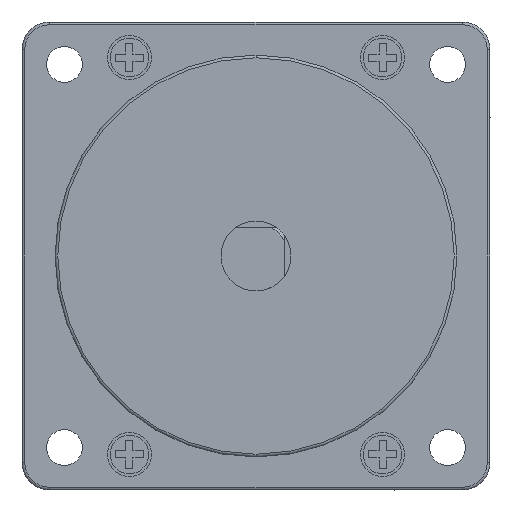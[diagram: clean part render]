
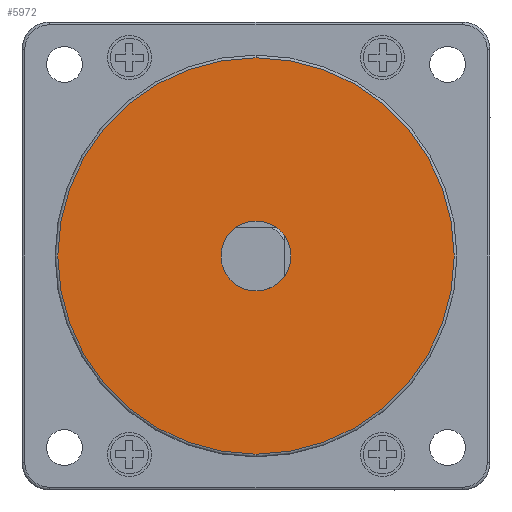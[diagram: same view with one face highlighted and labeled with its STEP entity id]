
A CAD part, left-side view. The second image highlights one B-rep face of the part: STEP entity #5972.
In plain terms, the highlighted planar face has unit normal (-1, 0, 0).
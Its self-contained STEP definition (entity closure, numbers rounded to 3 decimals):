
#1745=CARTESIAN_POINT('',(-2.,0.,0.));
#1746=DIRECTION('',(-1.,0.,0.));
#1747=DIRECTION('',(0.,0.,-1.));
#1748=AXIS2_PLACEMENT_3D('',#1745,#1746,#1747);
#1750=CARTESIAN_POINT('',(-2.,0.,0.));
#1751=DIRECTION('',(-1.,0.,0.));
#1752=DIRECTION('',(0.,0.,1.));
#1753=AXIS2_PLACEMENT_3D('',#1750,#1751,#1752);
#1755=CARTESIAN_POINT('',(-2.,0.,0.));
#1756=DIRECTION('',(-1.,0.,0.));
#1757=DIRECTION('',(0.,0.,1.));
#1758=AXIS2_PLACEMENT_3D('',#1755,#1756,#1757);
#1760=CARTESIAN_POINT('',(-2.,0.,0.));
#1761=DIRECTION('',(-1.,0.,0.));
#1762=DIRECTION('',(0.,0.,-1.));
#1763=AXIS2_PLACEMENT_3D('',#1760,#1761,#1762);
#2672=CARTESIAN_POINT('',(-2.,0.,-6.35));
#2673=CARTESIAN_POINT('',(-2.,0.,6.35));
#2674=VERTEX_POINT('',#2672);
#2675=VERTEX_POINT('',#2673);
#2686=CARTESIAN_POINT('',(-2.,0.,36.));
#2687=CARTESIAN_POINT('',(-2.,0.,-36.));
#2688=VERTEX_POINT('',#2686);
#2689=VERTEX_POINT('',#2687);
#5956=CARTESIAN_POINT('',(-2.,0.,0.));
#5957=DIRECTION('',(-1.,0.,0.));
#5958=DIRECTION('',(0.,0.,-1.));
#5959=AXIS2_PLACEMENT_3D('',#5956,#5957,#5958);
#5960=PLANE('',#5959);
#5962=ORIENTED_EDGE('',*,*,#5961,.F.);
#5963=ORIENTED_EDGE('',*,*,#5946,.F.);
#5964=EDGE_LOOP('',(#5962,#5963));
#5965=FACE_OUTER_BOUND('',#5964,.F.);
#5967=ORIENTED_EDGE('',*,*,#5966,.T.);
#5969=ORIENTED_EDGE('',*,*,#5968,.T.);
#5970=EDGE_LOOP('',(#5967,#5969));
#5971=FACE_BOUND('',#5970,.F.);
#1749=CIRCLE('',#1748,6.35);
#1754=CIRCLE('',#1753,6.35);
#1759=CIRCLE('',#1758,36.);
#1764=CIRCLE('',#1763,36.);
#5946=EDGE_CURVE('',#2689,#2688,#1764,.T.);
#5961=EDGE_CURVE('',#2688,#2689,#1759,.T.);
#5966=EDGE_CURVE('',#2674,#2675,#1749,.T.);
#5968=EDGE_CURVE('',#2675,#2674,#1754,.T.);
#5972=ADVANCED_FACE('',(#5965,#5971),#5960,.T.);
